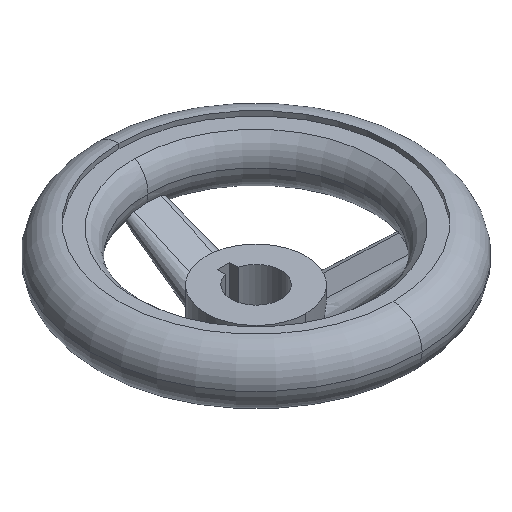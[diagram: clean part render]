
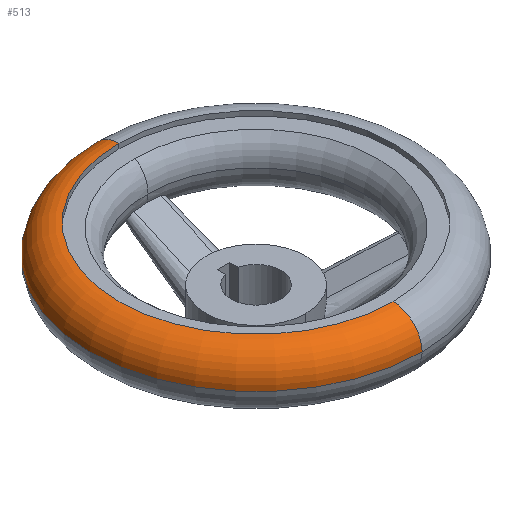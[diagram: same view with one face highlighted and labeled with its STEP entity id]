
A CAD part, isometric view. The second image highlights one B-rep face of the part: STEP entity #513.
In plain terms, the highlighted toroidal (fillet/blend) face has major radius 33 mm and minor radius 7 mm.
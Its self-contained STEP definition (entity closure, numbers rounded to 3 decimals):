
#327=VERTEX_POINT('',#735);
#395=EDGE_CURVE('',#327,#439,#813,.T.);
#407=EDGE_CURVE('',#477,#439,#827,.T.);
#439=VERTEX_POINT('',#862);
#441=VERTEX_POINT('',#864);
#457=EDGE_CURVE('',#477,#441,#881,.T.);
#477=VERTEX_POINT('',#901);
#513=ADVANCED_FACE('',(#940),#941,.T.);
#579=EDGE_CURVE('',#327,#441,#1016,.T.);
#735=CARTESIAN_POINT('',(0.,40.0,22.0));
#813=CIRCLE('',#1539,7.0);
#827=CIRCLE('',#1558,33.0);
#862=CARTESIAN_POINT('',(0.,33.0,29.0));
#864=CARTESIAN_POINT('',(0.,-40.0,22.0));
#881=CIRCLE('',#1675,7.0);
#901=CARTESIAN_POINT('',(0.,-33.0,29.0));
#940=FACE_OUTER_BOUND('',#1753,.T.);
#941=TOROIDAL_SURFACE('',#1754,33.0,7.0);
#1016=CIRCLE('',#1982,40.0);
#1539=AXIS2_PLACEMENT_3D('',#2239,#2240,#2241);
#1558=AXIS2_PLACEMENT_3D('',#2255,#2256,#2257);
#1675=AXIS2_PLACEMENT_3D('',#2310,#2311,#2312);
#1753=EDGE_LOOP('',(#2370,#2371,#2372,#2373));
#1754=AXIS2_PLACEMENT_3D('',#2374,#2375,#2376);
#1982=AXIS2_PLACEMENT_3D('',#2477,#2478,#2479);
#2239=CARTESIAN_POINT('',(0.,33.0,22.0));
#2240=DIRECTION('',(1.0,0.,0.));
#2241=DIRECTION('',(0.,1.0,0.));
#2255=CARTESIAN_POINT('',(0.,0.,29.0));
#2256=DIRECTION('',(0.,0.,-1.0));
#2257=DIRECTION('',(0.,1.0,0.));
#2310=CARTESIAN_POINT('',(0.,-33.0,22.0));
#2311=DIRECTION('',(1.0,0.,0.));
#2312=DIRECTION('',(0.,-1.0,0.));
#2370=ORIENTED_EDGE('',*,*,#579,.T.);
#2371=ORIENTED_EDGE('',*,*,#457,.F.);
#2372=ORIENTED_EDGE('',*,*,#407,.T.);
#2373=ORIENTED_EDGE('',*,*,#395,.F.);
#2374=CARTESIAN_POINT('',(0.,0.,22.0));
#2375=DIRECTION('',(0.,0.,1.0));
#2376=DIRECTION('',(0.,1.0,0.0));
#2477=CARTESIAN_POINT('',(0.,0.,22.0));
#2478=DIRECTION('',(0.,0.,1.0));
#2479=DIRECTION('',(1.0,0.0,0.));
